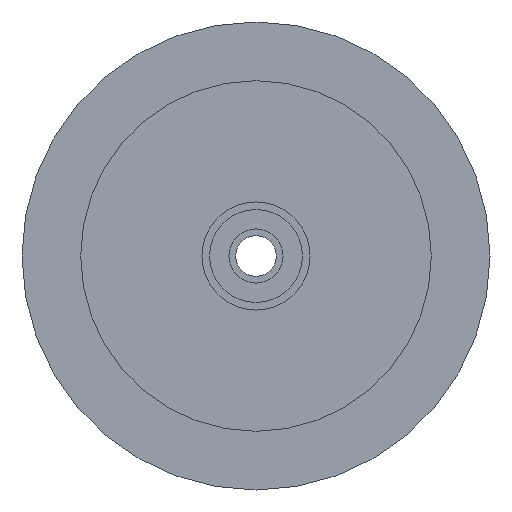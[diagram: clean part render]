
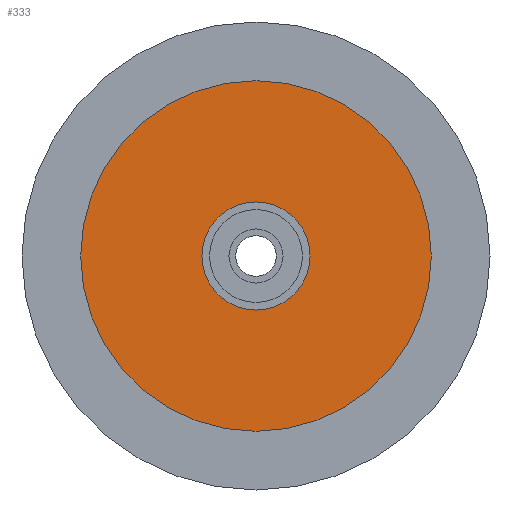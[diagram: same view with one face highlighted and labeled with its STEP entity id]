
A CAD part, front view. The second image highlights one B-rep face of the part: STEP entity #333.
In plain terms, the highlighted planar face has unit normal (0, -1, 0).
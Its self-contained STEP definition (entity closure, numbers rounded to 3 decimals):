
#56=FACE_BOUND('',#116,.T.);
#66=PLANE('',#488);
#86=FACE_OUTER_BOUND('',#115,.T.);
#115=EDGE_LOOP('',(#292,#293));
#116=EDGE_LOOP('',(#294));
#157=CIRCLE('',#478,6.35);
#164=CIRCLE('',#489,20.6);
#165=CIRCLE('',#490,20.6);
#183=VERTEX_POINT('',#685);
#190=VERTEX_POINT('',#706);
#191=VERTEX_POINT('',#707);
#217=EDGE_CURVE('',#183,#183,#157,.T.);
#226=EDGE_CURVE('',#190,#191,#164,.T.);
#227=EDGE_CURVE('',#191,#190,#165,.T.);
#292=ORIENTED_EDGE('',*,*,#226,.F.);
#293=ORIENTED_EDGE('',*,*,#227,.F.);
#294=ORIENTED_EDGE('',*,*,#217,.T.);
#333=ADVANCED_FACE('',(#86,#56),#66,.T.);
#478=AXIS2_PLACEMENT_3D('',#687,#583,#584);
#488=AXIS2_PLACEMENT_3D('',#705,#605,#606);
#489=AXIS2_PLACEMENT_3D('',#708,#607,#608);
#490=AXIS2_PLACEMENT_3D('',#709,#609,#610);
#583=DIRECTION('center_axis',(0.,1.,0.));
#584=DIRECTION('ref_axis',(-1.,0.,0.));
#605=DIRECTION('center_axis',(0.,-1.,0.));
#606=DIRECTION('ref_axis',(0.,0.,-1.));
#607=DIRECTION('center_axis',(0.,1.,0.));
#608=DIRECTION('ref_axis',(1.,0.,0.));
#609=DIRECTION('center_axis',(0.,1.,0.));
#610=DIRECTION('ref_axis',(1.,0.,0.));
#685=CARTESIAN_POINT('',(6.35,2.5,0.));
#687=CARTESIAN_POINT('Origin',(0.,2.5,0.));
#705=CARTESIAN_POINT('Origin',(-20.6,2.5,0.));
#706=CARTESIAN_POINT('',(-20.6,2.5,0.));
#707=CARTESIAN_POINT('',(20.6,2.5,0.));
#708=CARTESIAN_POINT('Origin',(0.,2.5,0.));
#709=CARTESIAN_POINT('Origin',(0.,2.5,0.));
